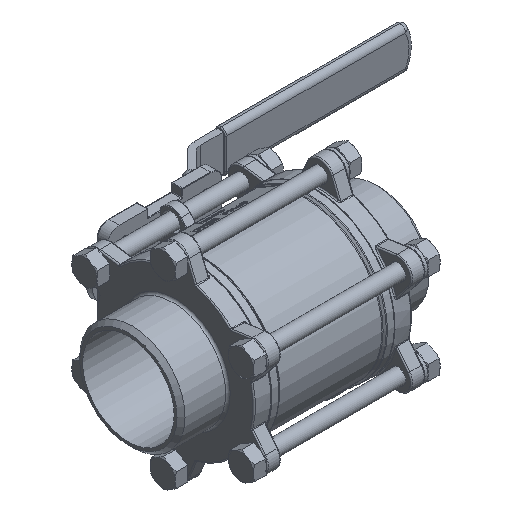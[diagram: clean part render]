
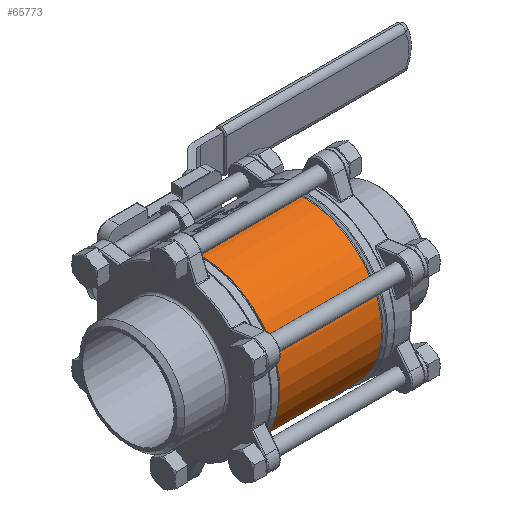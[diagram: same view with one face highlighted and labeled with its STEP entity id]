
A CAD part, isometric view. The second image highlights one B-rep face of the part: STEP entity #65773.
In plain terms, the highlighted cylindrical face has radius 67 mm (diameter 134 mm), a partial arc.
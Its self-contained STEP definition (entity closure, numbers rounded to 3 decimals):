
#15036 = ORIENTED_EDGE ( 'NONE', *, *, #16083, .T. ) ;
#15037 = ORIENTED_EDGE ( 'NONE', *, *, #16046, .T. ) ;
#15038 = ORIENTED_EDGE ( 'NONE', *, *, #16045, .T. ) ;
#15039 = ORIENTED_EDGE ( 'NONE', *, *, #16050, .F. ) ;
#15465 = EDGE_LOOP ( 'NONE', ( #15036, #15037, #15038, #15039 ) ) ;
#16045 = EDGE_CURVE ( 'NONE', #28966, #28967, #49908, .T. ) ;
#16046 = EDGE_CURVE ( 'NONE', #28961, #28966, #56966, .T. ) ;
#16050 = EDGE_CURVE ( 'NONE', #28957, #28967, #56973, .T. ) ;
#16083 = EDGE_CURVE ( 'NONE', #28957, #28961, #49940, .T. ) ;
#28957 = VERTEX_POINT ( 'NONE', #38622 ) ;
#28961 = VERTEX_POINT ( 'NONE', #38626 ) ;
#28966 = VERTEX_POINT ( 'NONE', #38631 ) ;
#28967 = VERTEX_POINT ( 'NONE', #38632 ) ;
#38622 = CARTESIAN_POINT ( 'NONE',  ( 44.586, 22.566, -63.085 ) ) ;
#38626 = CARTESIAN_POINT ( 'NONE',  ( 44.586, 22.02, 63.278 ) ) ;
#38631 = CARTESIAN_POINT ( 'NONE',  ( -44.586, 22.02, 63.278 ) ) ;
#38632 = CARTESIAN_POINT ( 'NONE',  ( -44.586, 22.566, -63.085 ) ) ;
#49908 = CIRCLE ( 'NONE', #49917, 67. ) ;
#49911 = VECTOR ( 'NONE', #57031, 1000. ) ;
#49915 = VECTOR ( 'NONE', #56970, 1000. ) ;
#49917 = AXIS2_PLACEMENT_3D ( 'NONE', #56967, #56968, #56969 ) ;
#49939 = AXIS2_PLACEMENT_3D ( 'NONE', #57472, #57473, #57474 ) ;
#49940 = CIRCLE ( 'NONE', #49939, 67. ) ;
#56957 = CARTESIAN_POINT ( 'NONE',  ( 47., 22.02, 63.278 ) ) ;
#56966 = LINE ( 'NONE', #56957, #49915 ) ;
#56967 = CARTESIAN_POINT ( 'NONE',  ( -44.586, 0., 0. ) ) ;
#56968 = DIRECTION ( 'NONE',  ( 1., 0., 0. ) ) ;
#56969 = DIRECTION ( 'NONE',  ( 0., 0., -1. ) ) ;
#56970 = DIRECTION ( 'NONE',  ( -1., 0., 0. ) ) ;
#56973 = LINE ( 'NONE', #57029, #49911 ) ;
#57029 = CARTESIAN_POINT ( 'NONE',  ( 47., 22.566, -63.085 ) ) ;
#57031 = DIRECTION ( 'NONE',  ( -1., 0., 0. ) ) ;
#57472 = CARTESIAN_POINT ( 'NONE',  ( 44.586, 0., 0. ) ) ;
#57473 = DIRECTION ( 'NONE',  ( -1., 0., 0. ) ) ;
#57474 = DIRECTION ( 'NONE',  ( 0., 0., 1. ) ) ;
#65773 = ADVANCED_FACE ( 'NONE', ( #67931 ), #67930, .T. ) ;
#67102 = AXIS2_PLACEMENT_3D ( 'NONE', #67917, #67941, #67942 ) ;
#67917 = CARTESIAN_POINT ( 'NONE',  ( 47., 0., 0. ) ) ;
#67930 = CYLINDRICAL_SURFACE ( 'NONE', #67102, 67. ) ;
#67931 = FACE_OUTER_BOUND ( 'NONE', #15465, .T. ) ;
#67941 = DIRECTION ( 'NONE',  ( -1., 0., 0. ) ) ;
#67942 = DIRECTION ( 'NONE',  ( 0., 0., 1. ) ) ;
